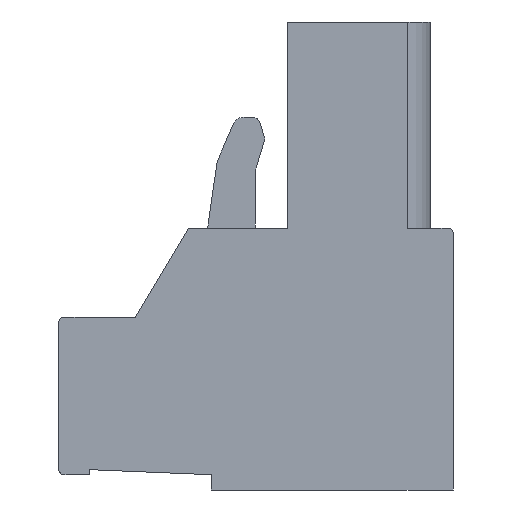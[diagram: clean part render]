
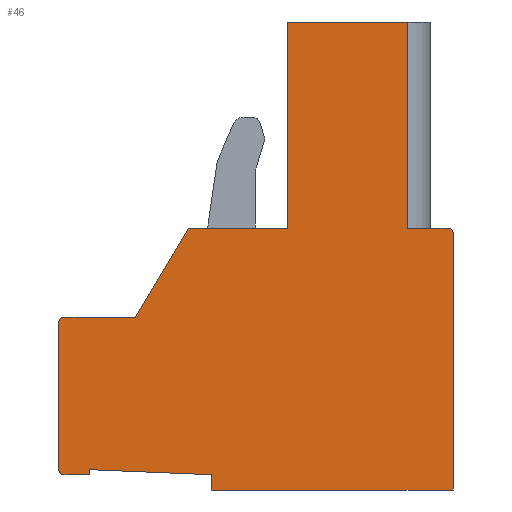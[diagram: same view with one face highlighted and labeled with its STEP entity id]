
A CAD part, left-side view. The second image highlights one B-rep face of the part: STEP entity #46.
In plain terms, the highlighted planar face has unit normal (-1, 0, 0).
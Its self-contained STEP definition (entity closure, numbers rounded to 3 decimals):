
#46=ADVANCED_FACE('',(#266),#267,.F.);
#266=FACE_OUTER_BOUND('',#748,.T.);
#267=PLANE('',#749);
#748=EDGE_LOOP('',(#1758,#1759,#1760,#1761,#1762,#1763,#1764,#1765,#1766,#1767,#1768,#1769,#1770,#1771,#1772,#1773,#1774));
#749=AXIS2_PLACEMENT_3D('',#1775,#1776,#1777);
#1758=ORIENTED_EDGE('',*,*,#3381,.F.);
#1759=ORIENTED_EDGE('',*,*,#3382,.F.);
#1760=ORIENTED_EDGE('',*,*,#3383,.F.);
#1761=ORIENTED_EDGE('',*,*,#3384,.F.);
#1762=ORIENTED_EDGE('',*,*,#3385,.F.);
#1763=ORIENTED_EDGE('',*,*,#3386,.F.);
#1764=ORIENTED_EDGE('',*,*,#3387,.F.);
#1765=ORIENTED_EDGE('',*,*,#3388,.F.);
#1766=ORIENTED_EDGE('',*,*,#3389,.F.);
#1767=ORIENTED_EDGE('',*,*,#3390,.F.);
#1768=ORIENTED_EDGE('',*,*,#3391,.F.);
#1769=ORIENTED_EDGE('',*,*,#3392,.F.);
#1770=ORIENTED_EDGE('',*,*,#3393,.F.);
#1771=ORIENTED_EDGE('',*,*,#3394,.F.);
#1772=ORIENTED_EDGE('',*,*,#3395,.F.);
#1773=ORIENTED_EDGE('',*,*,#3396,.F.);
#1774=ORIENTED_EDGE('',*,*,#3397,.T.);
#1775=CARTESIAN_POINT('',(-15.24,0.0,0.0));
#1776=DIRECTION('',(1.0,0.0,0.0));
#1777=DIRECTION('',(0.0,1.0,0.0));
#3381=EDGE_CURVE('',#3900,#3901,#3902,.T.);
#3382=EDGE_CURVE('',#3903,#3900,#3904,.T.);
#3383=EDGE_CURVE('',#3905,#3903,#3906,.T.);
#3384=EDGE_CURVE('',#3907,#3905,#3908,.T.);
#3385=EDGE_CURVE('',#3909,#3907,#3910,.T.);
#3386=EDGE_CURVE('',#3911,#3909,#3912,.T.);
#3387=EDGE_CURVE('',#3913,#3911,#3914,.T.);
#3388=EDGE_CURVE('',#3915,#3913,#3916,.T.);
#3389=EDGE_CURVE('',#3917,#3915,#3918,.T.);
#3390=EDGE_CURVE('',#3919,#3917,#3920,.T.);
#3391=EDGE_CURVE('',#3921,#3919,#3922,.T.);
#3392=EDGE_CURVE('',#3923,#3921,#3924,.T.);
#3393=EDGE_CURVE('',#3925,#3923,#3926,.T.);
#3394=EDGE_CURVE('',#3927,#3925,#3928,.T.);
#3395=EDGE_CURVE('',#3929,#3927,#3930,.T.);
#3396=EDGE_CURVE('',#3931,#3929,#3932,.T.);
#3397=EDGE_CURVE('',#3931,#3901,#3933,.T.);
#3900=VERTEX_POINT('',#4765);
#3901=VERTEX_POINT('',#4766);
#3902=LINE('',#4767,#4768);
#3903=VERTEX_POINT('',#4769);
#3904=LINE('',#4770,#4771);
#3905=VERTEX_POINT('',#4772);
#3906=LINE('',#4773,#4774);
#3907=VERTEX_POINT('',#4775);
#3908=LINE('',#4776,#4777);
#3909=VERTEX_POINT('',#4778);
#3910=LINE('',#4779,#4780);
#3911=VERTEX_POINT('',#4781);
#3912=LINE('',#4782,#4783);
#3913=VERTEX_POINT('',#4784);
#3914=CIRCLE('',#4785,0.2);
#3915=VERTEX_POINT('',#4786);
#3916=LINE('',#4787,#4788);
#3917=VERTEX_POINT('',#4789);
#3918=CIRCLE('',#4790,0.2);
#3919=VERTEX_POINT('',#4791);
#3920=LINE('',#4792,#4793);
#3921=VERTEX_POINT('',#4794);
#3922=LINE('',#4795,#4796);
#3923=VERTEX_POINT('',#4797);
#3924=LINE('',#4798,#4799);
#3925=VERTEX_POINT('',#4800);
#3926=LINE('',#4801,#4802);
#3927=VERTEX_POINT('',#4803);
#3928=LINE('',#4804,#4805);
#3929=VERTEX_POINT('',#4806);
#3930=LINE('',#4807,#4808);
#3931=VERTEX_POINT('',#4809);
#3932=CIRCLE('',#4810,0.2);
#3933=LINE('',#4811,#4812);
#4765=CARTESIAN_POINT('',(-15.24,-1.72,0.0));
#4766=CARTESIAN_POINT('',(-15.24,-1.72,-8.1));
#4767=CARTESIAN_POINT('',(-15.24,-1.72,0.0));
#4768=VECTOR('',#6351,8.1);
#4769=CARTESIAN_POINT('',(-15.24,3.0,0.0));
#4770=CARTESIAN_POINT('',(-15.24,3.0,0.0));
#4771=VECTOR('',#6352,4.72);
#4772=CARTESIAN_POINT('',(-15.24,3.0,-8.1));
#4773=CARTESIAN_POINT('',(-15.24,3.0,-8.1));
#4774=VECTOR('',#6353,8.1);
#4775=CARTESIAN_POINT('',(-15.24,6.9,-8.1));
#4776=CARTESIAN_POINT('',(-15.24,6.9,-8.1));
#4777=VECTOR('',#6354,3.9);
#4778=CARTESIAN_POINT('',(-15.24,9.0,-11.6));
#4779=CARTESIAN_POINT('',(-15.24,9.0,-11.6));
#4780=VECTOR('',#6355,4.082);
#4781=CARTESIAN_POINT('',(-15.24,11.8,-11.6));
#4782=CARTESIAN_POINT('',(-15.24,11.8,-11.6));
#4783=VECTOR('',#6356,2.8);
#4784=CARTESIAN_POINT('',(-15.24,12.0,-11.8));
#4785=AXIS2_PLACEMENT_3D('',#6357,#6358,#6359);
#4786=CARTESIAN_POINT('',(-15.24,12.0,-17.6));
#4787=CARTESIAN_POINT('',(-15.24,12.0,-17.6));
#4788=VECTOR('',#6360,5.8);
#4789=CARTESIAN_POINT('',(-15.24,11.8,-17.8));
#4790=AXIS2_PLACEMENT_3D('',#6361,#6362,#6363);
#4791=CARTESIAN_POINT('',(-15.24,10.8,-17.8));
#4792=CARTESIAN_POINT('',(-15.24,10.8,-17.8));
#4793=VECTOR('',#6364,1.0);
#4794=CARTESIAN_POINT('',(-15.24,10.8,-17.6));
#4795=CARTESIAN_POINT('',(-15.24,10.8,-17.6));
#4796=VECTOR('',#6365,0.2);
#4797=CARTESIAN_POINT('',(-15.24,6.0,-17.8));
#4798=CARTESIAN_POINT('',(-15.24,6.0,-17.8));
#4799=VECTOR('',#6366,4.804);
#4800=CARTESIAN_POINT('',(-15.24,6.0,-18.4));
#4801=CARTESIAN_POINT('',(-15.24,6.0,-18.4));
#4802=VECTOR('',#6367,0.6);
#4803=CARTESIAN_POINT('',(-15.24,-3.5,-18.4));
#4804=CARTESIAN_POINT('',(-15.24,-3.5,-18.4));
#4805=VECTOR('',#6368,9.5);
#4806=CARTESIAN_POINT('',(-15.24,-3.5,-8.3));
#4807=CARTESIAN_POINT('',(-15.24,-3.5,-8.3));
#4808=VECTOR('',#6369,10.1);
#4809=CARTESIAN_POINT('',(-15.24,-3.3,-8.1));
#4810=AXIS2_PLACEMENT_3D('',#6370,#6371,#6372);
#4811=CARTESIAN_POINT('',(-15.24,-3.3,-8.1));
#4812=VECTOR('',#6373,1.58);
#6351=DIRECTION('',(0.0,0.0,-1.0));
#6352=DIRECTION('',(0.0,-1.0,0.0));
#6353=DIRECTION('',(0.0,0.0,1.0));
#6354=DIRECTION('',(0.0,-1.0,0.0));
#6355=DIRECTION('',(0.0,-0.514,0.857));
#6356=DIRECTION('',(0.0,-1.0,0.0));
#6357=CARTESIAN_POINT('',(-15.24,11.8,-11.8));
#6358=DIRECTION('',(1.0,0.0,0.0));
#6359=DIRECTION('',(0.0,1.0,0.0));
#6360=DIRECTION('',(0.0,0.0,1.0));
#6361=CARTESIAN_POINT('',(-15.24,11.8,-17.6));
#6362=DIRECTION('',(1.0,0.0,0.0));
#6363=DIRECTION('',(0.0,0.0,-1.0));
#6364=DIRECTION('',(0.0,1.0,0.0));
#6365=DIRECTION('',(0.0,0.0,-1.0));
#6366=DIRECTION('',(0.0,0.999,0.042));
#6367=DIRECTION('',(0.0,0.0,1.0));
#6368=DIRECTION('',(0.0,1.0,0.0));
#6369=DIRECTION('',(0.0,0.0,-1.0));
#6370=CARTESIAN_POINT('',(-15.24,-3.3,-8.3));
#6371=DIRECTION('',(1.0,0.0,-0.0));
#6372=DIRECTION('',(0.0,0.0,1.0));
#6373=DIRECTION('',(0.0,1.0,0.0));
